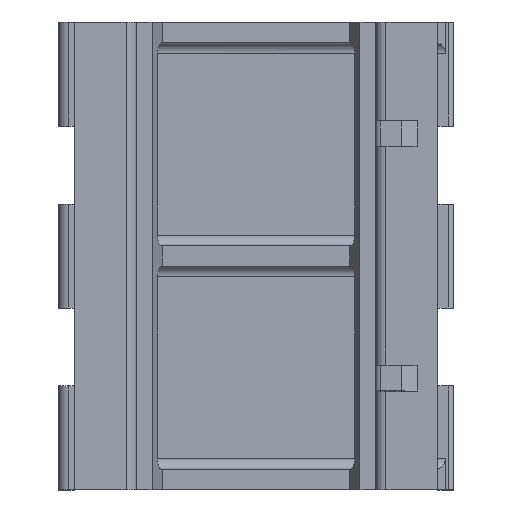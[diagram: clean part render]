
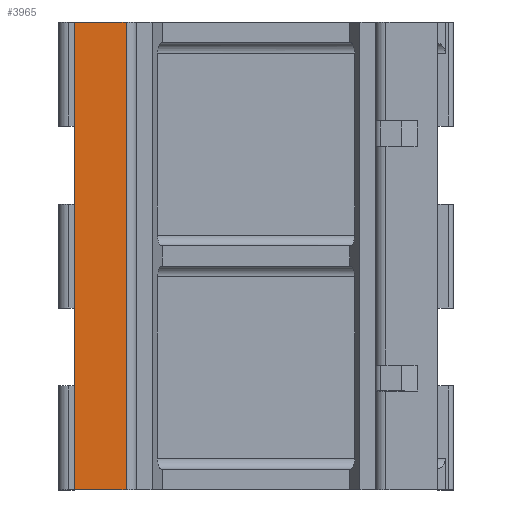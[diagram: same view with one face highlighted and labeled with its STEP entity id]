
A CAD part, top view. The second image highlights one B-rep face of the part: STEP entity #3965.
In plain terms, the highlighted planar face has unit normal (0, 0, 1).
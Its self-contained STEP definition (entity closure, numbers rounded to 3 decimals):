
#154 = DIRECTION ( 'NONE',  ( 1., 0., 0. ) ) ;
#234 = CARTESIAN_POINT ( 'NONE',  ( 0., 0., 0. ) ) ;
#475 = DIRECTION ( 'NONE',  ( -1., 0., 0. ) ) ;
#579 = DIRECTION ( 'NONE',  ( 0., -1., 0. ) ) ;
#625 = LINE ( 'NONE', #2878, #775 ) ;
#775 = VECTOR ( 'NONE', #154, 1000. ) ;
#932 = VERTEX_POINT ( 'NONE', #3308 ) ;
#1259 = EDGE_CURVE ( 'NONE', #2313, #5218, #625, .T. ) ;
#1664 = EDGE_LOOP ( 'NONE', ( #1914, #4205, #3293, #1689 ) ) ;
#1689 = ORIENTED_EDGE ( 'NONE', *, *, #3477, .T. ) ;
#1914 = ORIENTED_EDGE ( 'NONE', *, *, #3642, .T. ) ;
#1950 = VECTOR ( 'NONE', #2182, 1000. ) ;
#2110 = LINE ( 'NONE', #4910, #1950 ) ;
#2182 = DIRECTION ( 'NONE',  ( 0., 1., 0. ) ) ;
#2313 = VERTEX_POINT ( 'NONE', #3470 ) ;
#2803 = LINE ( 'NONE', #4462, #3907 ) ;
#2878 = CARTESIAN_POINT ( 'NONE',  ( 0., 45., 0. ) ) ;
#3151 = FACE_OUTER_BOUND ( 'NONE', #1664, .T. ) ;
#3223 = DIRECTION ( 'NONE',  ( 0., 0., -1. ) ) ;
#3272 = CARTESIAN_POINT ( 'NONE',  ( 5., 45., 0. ) ) ;
#3293 = ORIENTED_EDGE ( 'NONE', *, *, #1259, .F. ) ;
#3308 = CARTESIAN_POINT ( 'NONE',  ( 5., 0., 0. ) ) ;
#3333 = VECTOR ( 'NONE', #579, 1000. ) ;
#3470 = CARTESIAN_POINT ( 'NONE',  ( 0., 45., 0. ) ) ;
#3477 = EDGE_CURVE ( 'NONE', #2313, #4627, #4800, .T. ) ;
#3566 = DIRECTION ( 'NONE',  ( 1., 0., 0. ) ) ;
#3642 = EDGE_CURVE ( 'NONE', #4627, #932, #2803, .T. ) ;
#3907 = VECTOR ( 'NONE', #3566, 1000. ) ;
#3965 = ADVANCED_FACE ( 'NONE', ( #3151 ), #4121, .F. ) ;
#4116 = AXIS2_PLACEMENT_3D ( 'NONE', #4999, #3223, #475 ) ;
#4121 = PLANE ( 'NONE',  #4116 ) ;
#4205 = ORIENTED_EDGE ( 'NONE', *, *, #5577, .T. ) ;
#4462 = CARTESIAN_POINT ( 'NONE',  ( 0., 0., 0. ) ) ;
#4627 = VERTEX_POINT ( 'NONE', #234 ) ;
#4800 = LINE ( 'NONE', #5097, #3333 ) ;
#4910 = CARTESIAN_POINT ( 'NONE',  ( 5., 45., 0. ) ) ;
#4999 = CARTESIAN_POINT ( 'NONE',  ( 0., 45., 0. ) ) ;
#5097 = CARTESIAN_POINT ( 'NONE',  ( 0., 45., 0. ) ) ;
#5218 = VERTEX_POINT ( 'NONE', #3272 ) ;
#5577 = EDGE_CURVE ( 'NONE', #932, #5218, #2110, .T. ) ;
